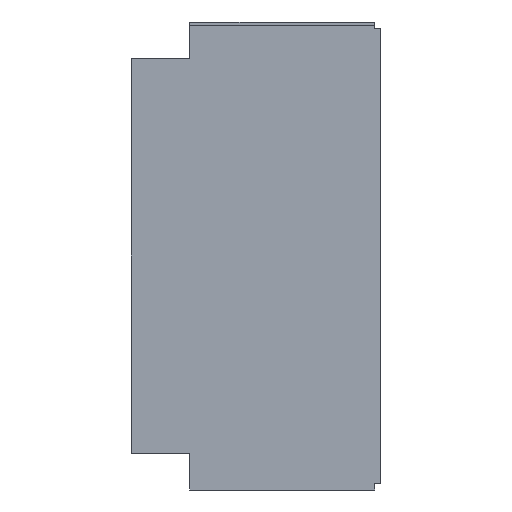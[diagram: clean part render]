
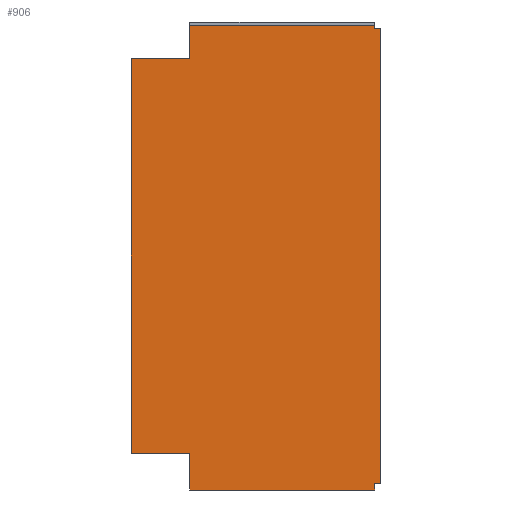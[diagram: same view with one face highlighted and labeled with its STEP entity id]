
A CAD part, front view. The second image highlights one B-rep face of the part: STEP entity #906.
In plain terms, the highlighted planar face has unit normal (0, -1, 0).
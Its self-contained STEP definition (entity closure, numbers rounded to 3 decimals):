
#47=FACE_OUTER_BOUND('',#91,.T.);
#91=EDGE_LOOP('',(#578,#579,#580,#581,#582,#583,#584,#585,#586,#587,#588,
#589,#590,#591));
#142=LINE('',#1268,#252);
#148=LINE('',#1280,#258);
#149=LINE('',#1282,#259);
#150=LINE('',#1284,#260);
#151=LINE('',#1286,#261);
#152=LINE('',#1288,#262);
#153=LINE('',#1290,#263);
#154=LINE('',#1292,#264);
#155=LINE('',#1294,#265);
#156=LINE('',#1296,#266);
#157=LINE('',#1298,#267);
#158=LINE('',#1300,#268);
#159=LINE('',#1302,#269);
#160=LINE('',#1303,#270);
#252=VECTOR('',#1036,10.);
#258=VECTOR('',#1044,10.);
#259=VECTOR('',#1045,10.);
#260=VECTOR('',#1046,10.);
#261=VECTOR('',#1047,10.);
#262=VECTOR('',#1048,10.);
#263=VECTOR('',#1049,10.);
#264=VECTOR('',#1050,10.);
#265=VECTOR('',#1051,10.);
#266=VECTOR('',#1052,10.);
#267=VECTOR('',#1053,10.);
#268=VECTOR('',#1054,10.);
#269=VECTOR('',#1055,10.);
#270=VECTOR('',#1056,10.);
#362=VERTEX_POINT('',#1266);
#363=VERTEX_POINT('',#1267);
#368=VERTEX_POINT('',#1279);
#369=VERTEX_POINT('',#1281);
#370=VERTEX_POINT('',#1283);
#371=VERTEX_POINT('',#1285);
#372=VERTEX_POINT('',#1287);
#373=VERTEX_POINT('',#1289);
#374=VERTEX_POINT('',#1291);
#375=VERTEX_POINT('',#1293);
#376=VERTEX_POINT('',#1295);
#377=VERTEX_POINT('',#1297);
#378=VERTEX_POINT('',#1299);
#379=VERTEX_POINT('',#1301);
#446=EDGE_CURVE('',#362,#363,#142,.T.);
#452=EDGE_CURVE('',#368,#363,#148,.T.);
#453=EDGE_CURVE('',#369,#368,#149,.T.);
#454=EDGE_CURVE('',#369,#370,#150,.T.);
#455=EDGE_CURVE('',#371,#370,#151,.T.);
#456=EDGE_CURVE('',#372,#371,#152,.T.);
#457=EDGE_CURVE('',#373,#372,#153,.T.);
#458=EDGE_CURVE('',#374,#373,#154,.T.);
#459=EDGE_CURVE('',#375,#374,#155,.T.);
#460=EDGE_CURVE('',#376,#375,#156,.T.);
#461=EDGE_CURVE('',#377,#376,#157,.T.);
#462=EDGE_CURVE('',#377,#378,#158,.T.);
#463=EDGE_CURVE('',#378,#379,#159,.T.);
#464=EDGE_CURVE('',#362,#379,#160,.T.);
#578=ORIENTED_EDGE('',*,*,#446,.T.);
#579=ORIENTED_EDGE('',*,*,#452,.F.);
#580=ORIENTED_EDGE('',*,*,#453,.F.);
#581=ORIENTED_EDGE('',*,*,#454,.T.);
#582=ORIENTED_EDGE('',*,*,#455,.F.);
#583=ORIENTED_EDGE('',*,*,#456,.F.);
#584=ORIENTED_EDGE('',*,*,#457,.F.);
#585=ORIENTED_EDGE('',*,*,#458,.F.);
#586=ORIENTED_EDGE('',*,*,#459,.F.);
#587=ORIENTED_EDGE('',*,*,#460,.F.);
#588=ORIENTED_EDGE('',*,*,#461,.F.);
#589=ORIENTED_EDGE('',*,*,#462,.T.);
#590=ORIENTED_EDGE('',*,*,#463,.T.);
#591=ORIENTED_EDGE('',*,*,#464,.F.);
#825=PLANE('',#973);
#906=ADVANCED_FACE('',(#47),#825,.F.);
#973=AXIS2_PLACEMENT_3D('',#1278,#1042,#1043);
#1036=DIRECTION('',(1.,0.,0.));
#1042=DIRECTION('center_axis',(0.,1.,0.));
#1043=DIRECTION('ref_axis',(0.,0.,1.));
#1044=DIRECTION('',(0.,0.,-1.));
#1045=DIRECTION('',(1.,0.,0.));
#1046=DIRECTION('',(0.,0.,1.));
#1047=DIRECTION('',(1.,0.,0.));
#1048=DIRECTION('',(0.,0.,1.));
#1049=DIRECTION('',(0.,0.,1.));
#1050=DIRECTION('',(1.,0.,0.));
#1051=DIRECTION('',(0.,0.,1.));
#1052=DIRECTION('',(-1.,0.,0.));
#1053=DIRECTION('',(0.,0.,1.));
#1054=DIRECTION('',(0.,0.,-1.));
#1055=DIRECTION('',(1.,0.,0.));
#1056=DIRECTION('',(0.,0.,-1.));
#1266=CARTESIAN_POINT('',(0.,-1.,-188.));
#1267=CARTESIAN_POINT('',(2.,-1.,-188.));
#1268=CARTESIAN_POINT('',(-16.481,-1.,-188.));
#1278=CARTESIAN_POINT('Origin',(-33.962,-1.,-114.));
#1279=CARTESIAN_POINT('',(2.,-1.,-40.));
#1280=CARTESIAN_POINT('',(2.,-1.,-114.));
#1281=CARTESIAN_POINT('',(0.,-1.,-40.));
#1282=CARTESIAN_POINT('',(-16.481,-1.,-40.));
#1283=CARTESIAN_POINT('',(0.,-1.,-39.));
#1284=CARTESIAN_POINT('',(0.,-1.,-75.125));
#1285=CARTESIAN_POINT('',(-60.,-1.,-39.));
#1286=CARTESIAN_POINT('',(-33.962,-1.,-39.));
#1287=CARTESIAN_POINT('',(-60.,-1.,-40.));
#1288=CARTESIAN_POINT('',(-60.,-1.,-77.));
#1289=CARTESIAN_POINT('',(-60.,-1.,-50.));
#1290=CARTESIAN_POINT('',(-60.,-1.,-50.));
#1291=CARTESIAN_POINT('',(-79.,-1.,-50.));
#1292=CARTESIAN_POINT('',(-85.57,-1.,-50.));
#1293=CARTESIAN_POINT('',(-79.,-1.,-178.));
#1294=CARTESIAN_POINT('',(-79.,-1.,-114.));
#1295=CARTESIAN_POINT('',(-60.,-1.,-178.));
#1296=CARTESIAN_POINT('',(-60.,-1.,-178.));
#1297=CARTESIAN_POINT('',(-60.,-1.,-188.));
#1298=CARTESIAN_POINT('',(-60.,-1.,-228.));
#1299=CARTESIAN_POINT('',(-60.,-1.,-190.));
#1300=CARTESIAN_POINT('',(-60.,-1.,-152.875));
#1301=CARTESIAN_POINT('',(0.,-1.,-190.));
#1302=CARTESIAN_POINT('',(-33.962,-1.,-190.));
#1303=CARTESIAN_POINT('',(0.,-1.,-151.));
